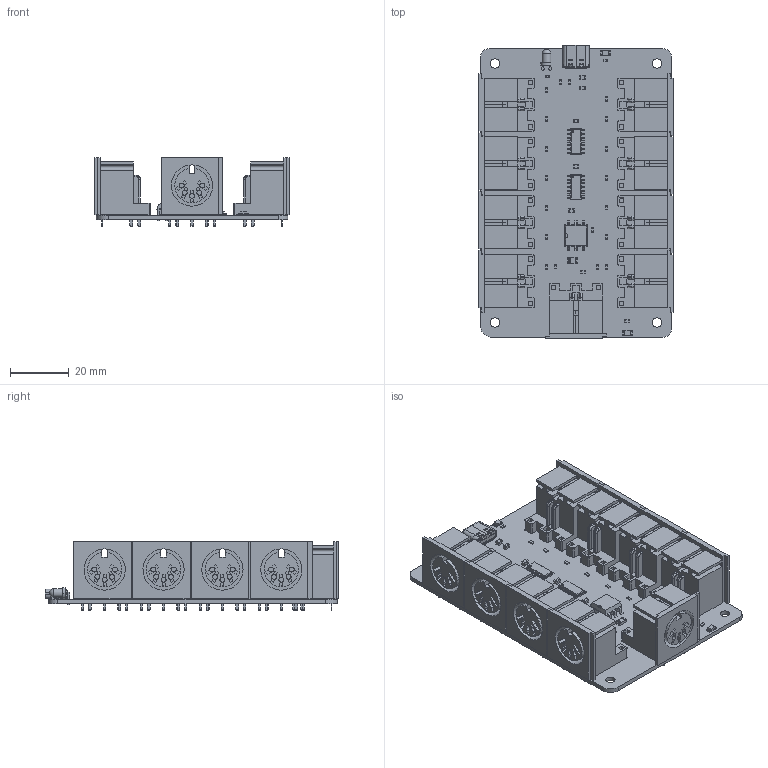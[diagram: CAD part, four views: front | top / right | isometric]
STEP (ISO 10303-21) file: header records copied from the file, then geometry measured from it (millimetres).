
FILE_DESCRIPTION(('KiCad electronic assembly'),'2;1');
FILE_NAME('AnotherMidiSplitterV2_v3_0_0.step','2026-02-15T10:53:07',( 'Pcbnew'),('Kicad'),'Open CASCADE STEP processor 7.8', 'KiCad to STEP converter','Unknown');
FILE_SCHEMA(('AUTOMOTIVE_DESIGN { 1 0 10303 214 1 1 1 1 }'));
Length unit declared in the file: millimetre
Products named in the file (20): AnotherMidiSplitterV2_v3_0_0 1; R_0603_1608Metric; din-5-jack; Body; front-pin2; Body003; front-pin1; Body006; Body004; Body005; Body007; C_0805_2012Metric; LED_1206_3216Metric; LED_D3.0mm_Horizontal_O1.27mm_Z2.0mm; SO-14_3.9x8.65mm_P1.27mm; AnotherMidiSplitterV2_v3_0_0 1.24.1; D_1206_3216Metric; DIP-6_W8.89mm_SMDSocket; USB_C_Receptacle_GCT_USB4105-xx-A_16P_TopMnt_Horizontal; AnotherMidiSplitterV2_PCB
Assembly tree (55 placements, depth 3):
  AnotherMidiSplitterV2_v3_0_0 1
    R_0603_1608Metric  x23
    din-5-jack  x9
      Body
      front-pin2
      Body003
      front-pin1
      Body006
      Body004
      Body005
      Body007
    C_0805_2012Metric  x5
    LED_1206_3216Metric  x2
    LED_D3.0mm_Horizontal_O1.27mm_Z2.0mm
    SO-14_3.9x8.65mm_P1.27mm  x2
      AnotherMidiSplitterV2_v3_0_0 1.24.1
    D_1206_3216Metric
    DIP-6_W8.89mm_SMDSocket
    USB_C_Receptacle_GCT_USB4105-xx-A_16P_TopMnt_Horizontal
    AnotherMidiSplitterV2_PCB
Bounding box: 66 x 99.67 x 23.4 mm (x, y, z)
Volume: 45135.5 mm3; surface area: 47258.8 mm2
Topology: 173 solids, 174 shells, 4436 faces, 11325 edges, 7276 vertices
Faces by surface type: plane 3136, cylinder 1143, torus 108, bspline 40, cone 8, sphere 1
Full cylindrical faces by diameter (mm): 0.5 x2, 0.6 x4, 0.9 x2, 1.397 x63, 1.7 x45, 3 x1, 3.2 x4
Entity records: 54711 total; most frequent: CARTESIAN_POINT 8466, ORIENTED_EDGE 7986, DIRECTION 7983, EDGE_CURVE 3992, LINE 3093, VECTOR 3093, VERTEX_POINT 2552, AXIS2_PLACEMENT_3D 2445
